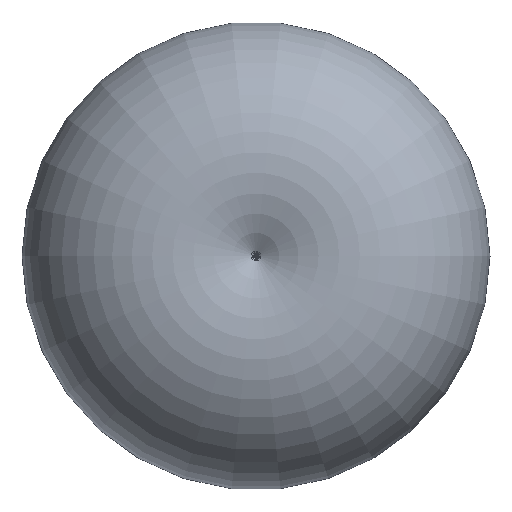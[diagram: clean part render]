
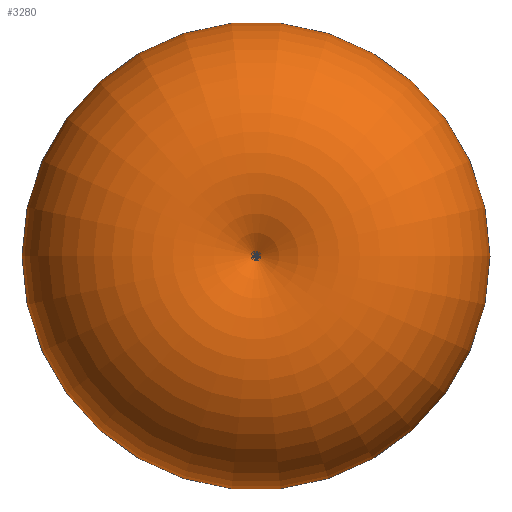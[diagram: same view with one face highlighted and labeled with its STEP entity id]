
A CAD part, left-side view. The second image highlights one B-rep face of the part: STEP entity #3280.
In plain terms, the highlighted toroidal (fillet/blend) face has major radius 71.14 mm and minor radius 122.64 mm.
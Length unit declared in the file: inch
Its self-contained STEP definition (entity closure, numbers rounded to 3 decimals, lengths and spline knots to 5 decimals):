
#791=DEGENERATE_TOROIDAL_SURFACE('',#3565,2.8008,4.82836,
 .F.);
#1162=CIRCLE('',#3403,4.82836);
#1249=CIRCLE('',#3566,4.82836);
#1325=VERTEX_POINT('',#4569);
#1360=VERTEX_POINT('',#5474);
#1401=VERTEX_POINT('',#6367);
#1491=VERTEX_POINT('',#7319);
#1624=B_SPLINE_CURVE_WITH_KNOTS('',3,(#7303,#7304,#7305,#7306,#7307,#7308,
#7309,#7310,#7311,#7312,#7313,#7314,#7315,#7316),.UNSPECIFIED.,.F.,.U.,
(4,2,2,2,2,2,4),(0.,0.48576,4.94247,8.41625,11.31779,
13.61662,15.05339),.UNSPECIFIED.);
#1625=B_SPLINE_CURVE_WITH_KNOTS('',3,(#7320,#7321,#7322,#7323,#7324,#7325,
#7326,#7327,#7328,#7329,#7330,#7331,#7332,#7333,#7334,#7335,#7336,#7337,
#7338),.UNSPECIFIED.,.F.,.U.,(4,3,3,3,3,3,4),(-15.05339,-13.61662,
-11.31779,-8.41625,-4.94247,-0.48576,
0.),.UNSPECIFIED.);
#1710=EDGE_CURVE('',#1325,#1360,#1162,.T.);
#1920=EDGE_CURVE('',#1401,#1325,#1624,.F.);
#1921=EDGE_CURVE('',#1491,#1401,#1249,.T.);
#1922=EDGE_CURVE('',#1360,#1491,#1625,.T.);
#2503=ORIENTED_EDGE('',*,*,#1920,.F.);
#2504=ORIENTED_EDGE('',*,*,#1921,.F.);
#2505=ORIENTED_EDGE('',*,*,#1922,.F.);
#2506=ORIENTED_EDGE('',*,*,#1710,.F.);
#2841=EDGE_LOOP('',(#2503,#2504,#2505,#2506));
#3061=FACE_BOUND('',#2841,.T.);
#3280=ADVANCED_FACE('',(#3061),#791,.T.);
#3403=AXIS2_PLACEMENT_3D('',#5492,#3792,#3793);
#3565=AXIS2_PLACEMENT_3D('',#7317,#4161,$);
#3566=AXIS2_PLACEMENT_3D('',#7318,#4162,#4163);
#3792=DIRECTION('',(0.,0.,-1.));
#3793=DIRECTION('',(4.828,0.,0.));
#4161=DIRECTION('',(-1.,0.,0.));
#4162=DIRECTION('',(0.,0.,-1.));
#4163=DIRECTION('',(-4.828,0.,0.));
#4569=CARTESIAN_POINT('',(0.77994,-1.96415,2.12598));
#5474=CARTESIAN_POINT('',(-0.77994,-1.96415,2.12598));
#5492=CARTESIAN_POINT('',(0.,2.8008,2.12598));
#6367=CARTESIAN_POINT('',(0.77994,1.96415,2.12598));
#7303=CARTESIAN_POINT('',(0.77994,-1.96415,2.12598));
#7304=CARTESIAN_POINT('',(0.77136,-1.96555,2.1925));
#7305=CARTESIAN_POINT('',(0.76274,-1.96355,2.25932));
#7306=CARTESIAN_POINT('',(0.67532,-1.90825,2.93702));
#7307=CARTESIAN_POINT('',(0.6007,-1.55389,3.51515));
#7308=CARTESIAN_POINT('',(0.52665,-0.61319,4.08872));
#7309=CARTESIAN_POINT('',(0.51478,-0.10876,4.18067));
#7310=CARTESIAN_POINT('',(0.53603,0.7624,4.01608));
#7311=CARTESIAN_POINT('',(0.56203,1.13449,3.81469));
#7312=CARTESIAN_POINT('',(0.62829,1.6325,3.30134));
#7313=CARTESIAN_POINT('',(0.66486,1.79784,3.01798));
#7314=CARTESIAN_POINT('',(0.72872,1.94208,2.52304));
#7315=CARTESIAN_POINT('',(0.75456,1.9683,2.32273));
#7316=CARTESIAN_POINT('',(0.77994,1.96415,2.12598));
#7317=CARTESIAN_POINT('',(0.,0.,2.12598));
#7318=CARTESIAN_POINT('',(0.,-2.8008,2.12598));
#7319=CARTESIAN_POINT('',(-0.77994,1.96415,2.12598));
#7320=CARTESIAN_POINT('',(-0.77994,-1.96415,2.12598));
#7321=CARTESIAN_POINT('',(-0.75456,-1.9683,2.32273));
#7322=CARTESIAN_POINT('',(-0.72872,-1.94208,2.52304));
#7323=CARTESIAN_POINT('',(-0.70416,-1.8866,2.7134));
#7324=CARTESIAN_POINT('',(-0.66486,-1.79784,3.01798));
#7325=CARTESIAN_POINT('',(-0.62829,-1.6325,3.30134));
#7326=CARTESIAN_POINT('',(-0.599,-1.41235,3.52826));
#7327=CARTESIAN_POINT('',(-0.56203,-1.13449,3.81469));
#7328=CARTESIAN_POINT('',(-0.53603,-0.7624,4.01608));
#7329=CARTESIAN_POINT('',(-0.52636,-0.36592,4.09099));
#7330=CARTESIAN_POINT('',(-0.51478,0.10876,4.18067));
#7331=CARTESIAN_POINT('',(-0.52665,0.61319,4.08872));
#7332=CARTESIAN_POINT('',(-0.55909,1.02525,3.83748));
#7333=CARTESIAN_POINT('',(-0.6007,1.55389,3.51515));
#7334=CARTESIAN_POINT('',(-0.67532,1.90825,2.93702));
#7335=CARTESIAN_POINT('',(-0.75415,1.95812,2.32593));
#7336=CARTESIAN_POINT('',(-0.76274,1.96355,2.25932));
#7337=CARTESIAN_POINT('',(-0.77136,1.96555,2.1925));
#7338=CARTESIAN_POINT('',(-0.77994,1.96415,2.12598));
